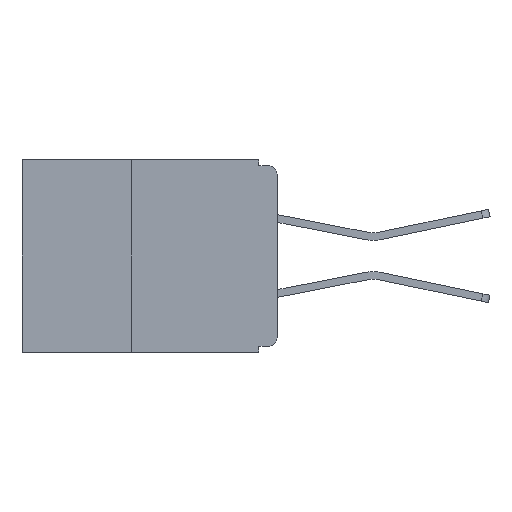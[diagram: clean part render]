
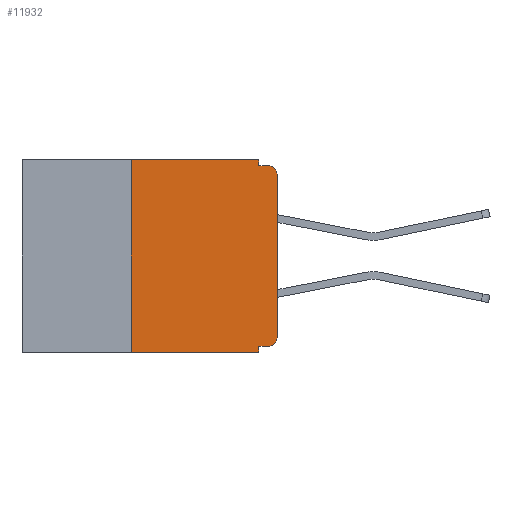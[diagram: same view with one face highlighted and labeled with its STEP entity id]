
A CAD part, left-side view. The second image highlights one B-rep face of the part: STEP entity #11932.
In plain terms, the highlighted planar face has unit normal (-1, 0, 0).
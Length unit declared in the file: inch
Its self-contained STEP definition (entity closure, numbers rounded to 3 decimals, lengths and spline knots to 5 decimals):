
#271 = VERTEX_POINT ( 'NONE', #4288 ) ;
#718 = AXIS2_PLACEMENT_3D ( 'NONE', #17649, #3800, #19984 ) ;
#784 = ORIENTED_EDGE ( 'NONE', *, *, #20705, .F. ) ;
#1418 = CARTESIAN_POINT ( 'NONE',  ( 0., 0.031, -0.32 ) ) ;
#1422 = LINE ( 'NONE', #12681, #13733 ) ;
#1496 = DIRECTION ( 'NONE',  ( 0., 0., -1. ) ) ;
#1565 = LINE ( 'NONE', #13296, #3033 ) ;
#1641 = VERTEX_POINT ( 'NONE', #13612 ) ;
#2453 = LINE ( 'NONE', #11973, #14041 ) ;
#2602 = CIRCLE ( 'NONE', #718, 0.015 ) ;
#2894 = CARTESIAN_POINT ( 'NONE',  ( 0., 0.437, 0. ) ) ;
#3033 = VECTOR ( 'NONE', #15635, 39.37008 ) ;
#3130 = ORIENTED_EDGE ( 'NONE', *, *, #19448, .T. ) ;
#3397 = FACE_OUTER_BOUND ( 'NONE', #18203, .T. ) ;
#3800 = DIRECTION ( 'NONE',  ( -1., 0., 0. ) ) ;
#3952 = CARTESIAN_POINT ( 'NONE',  ( 0., 0.25, 0. ) ) ;
#4054 = VERTEX_POINT ( 'NONE', #22355 ) ;
#4288 = CARTESIAN_POINT ( 'NONE',  ( 0., 0.031, -0.01 ) ) ;
#4645 = CARTESIAN_POINT ( 'NONE',  ( 0., 0.031, 0. ) ) ;
#5175 = EDGE_CURVE ( 'NONE', #21817, #10702, #22106, .T. ) ;
#5231 = LINE ( 'NONE', #24310, #22923 ) ;
#8418 = VECTOR ( 'NONE', #23122, 39.37008 ) ;
#8567 = VERTEX_POINT ( 'NONE', #11229 ) ;
#8768 = CARTESIAN_POINT ( 'NONE',  ( 0., 0.25, -0.33 ) ) ;
#8811 = ORIENTED_EDGE ( 'NONE', *, *, #29032, .F. ) ;
#9689 = EDGE_CURVE ( 'NONE', #8567, #11965, #10447, .T. ) ;
#9744 = DIRECTION ( 'NONE',  ( -1., 0., 0. ) ) ;
#9786 = DIRECTION ( 'NONE',  ( 0., 0., -1. ) ) ;
#9861 = VECTOR ( 'NONE', #24765, 39.37008 ) ;
#10253 = CIRCLE ( 'NONE', #20638, 0.015 ) ;
#10447 = LINE ( 'NONE', #8768, #28029 ) ;
#10532 = DIRECTION ( 'NONE',  ( 0., -1., 0. ) ) ;
#10702 = VERTEX_POINT ( 'NONE', #19405 ) ;
#10933 = CARTESIAN_POINT ( 'NONE',  ( 0., 0.015, -0.32 ) ) ;
#10981 = ORIENTED_EDGE ( 'NONE', *, *, #27797, .T. ) ;
#11229 = CARTESIAN_POINT ( 'NONE',  ( 0., 0.25, -0.33 ) ) ;
#11433 = VERTEX_POINT ( 'NONE', #1418 ) ;
#11509 = AXIS2_PLACEMENT_3D ( 'NONE', #26705, #15379, #1496 ) ;
#11695 = ORIENTED_EDGE ( 'NONE', *, *, #25347, .F. ) ;
#11932 = ADVANCED_FACE ( 'NONE', ( #3397 ), #13032, .F. ) ;
#11965 = VERTEX_POINT ( 'NONE', #3952 ) ;
#11973 = CARTESIAN_POINT ( 'NONE',  ( 0., 0.031, -0.33 ) ) ;
#12681 = CARTESIAN_POINT ( 'NONE',  ( 0., 0., -0.32 ) ) ;
#13032 = PLANE ( 'NONE',  #11509 ) ;
#13296 = CARTESIAN_POINT ( 'NONE',  ( 0., 0.437, -0.33 ) ) ;
#13612 = CARTESIAN_POINT ( 'NONE',  ( 0., 0.015, -0.01 ) ) ;
#13733 = VECTOR ( 'NONE', #15005, 39.37008 ) ;
#13837 = ORIENTED_EDGE ( 'NONE', *, *, #23185, .T. ) ;
#14041 = VECTOR ( 'NONE', #9786, 39.37008 ) ;
#14917 = ORIENTED_EDGE ( 'NONE', *, *, #15900, .F. ) ;
#15005 = DIRECTION ( 'NONE',  ( 0., 1., 0. ) ) ;
#15379 = DIRECTION ( 'NONE',  ( 1., 0., 0. ) ) ;
#15438 = ORIENTED_EDGE ( 'NONE', *, *, #27640, .F. ) ;
#15635 = DIRECTION ( 'NONE',  ( 0., -1., 0. ) ) ;
#15691 = DIRECTION ( 'NONE',  ( 0., 0., 1. ) ) ;
#15900 = EDGE_CURVE ( 'NONE', #11965, #4054, #18746, .T. ) ;
#16371 = ORIENTED_EDGE ( 'NONE', *, *, #9689, .F. ) ;
#17649 = CARTESIAN_POINT ( 'NONE',  ( 0., 0.015, -0.305 ) ) ;
#18203 = EDGE_LOOP ( 'NONE', ( #25494, #3130, #15438, #8811, #14917, #16371, #10981, #11695, #784, #13837 ) ) ;
#18508 = CARTESIAN_POINT ( 'NONE',  ( 0., 0.031, -0.33 ) ) ;
#18746 = LINE ( 'NONE', #2894, #24117 ) ;
#19405 = CARTESIAN_POINT ( 'NONE',  ( 0., 0., -0.025 ) ) ;
#19448 = EDGE_CURVE ( 'NONE', #10702, #1641, #10253, .T. ) ;
#19723 = VERTEX_POINT ( 'NONE', #18508 ) ;
#19960 = LINE ( 'NONE', #4645, #8418 ) ;
#19984 = DIRECTION ( 'NONE',  ( 0., 0., -1. ) ) ;
#20638 = AXIS2_PLACEMENT_3D ( 'NONE', #23523, #9744, #25810 ) ;
#20705 = EDGE_CURVE ( 'NONE', #21963, #11433, #1422, .T. ) ;
#21817 = VERTEX_POINT ( 'NONE', #23609 ) ;
#21963 = VERTEX_POINT ( 'NONE', #10933 ) ;
#22106 = LINE ( 'NONE', #24838, #9861 ) ;
#22355 = CARTESIAN_POINT ( 'NONE',  ( 0., 0.031, 0. ) ) ;
#22923 = VECTOR ( 'NONE', #10532, 39.37008 ) ;
#23122 = DIRECTION ( 'NONE',  ( 0., 0., -1. ) ) ;
#23185 = EDGE_CURVE ( 'NONE', #21963, #21817, #2602, .T. ) ;
#23523 = CARTESIAN_POINT ( 'NONE',  ( 0., 0.015, -0.025 ) ) ;
#23609 = CARTESIAN_POINT ( 'NONE',  ( 0., 0., -0.305 ) ) ;
#23709 = DIRECTION ( 'NONE',  ( 0., -1., 0. ) ) ;
#24117 = VECTOR ( 'NONE', #23709, 39.37008 ) ;
#24310 = CARTESIAN_POINT ( 'NONE',  ( 0., 0., -0.01 ) ) ;
#24765 = DIRECTION ( 'NONE',  ( 0., 0., 1. ) ) ;
#24838 = CARTESIAN_POINT ( 'NONE',  ( 0., 0., 0. ) ) ;
#25347 = EDGE_CURVE ( 'NONE', #11433, #19723, #2453, .T. ) ;
#25494 = ORIENTED_EDGE ( 'NONE', *, *, #5175, .T. ) ;
#25810 = DIRECTION ( 'NONE',  ( 0., 0., -1. ) ) ;
#26705 = CARTESIAN_POINT ( 'NONE',  ( 0., 0.437, 0. ) ) ;
#27640 = EDGE_CURVE ( 'NONE', #271, #1641, #5231, .T. ) ;
#27797 = EDGE_CURVE ( 'NONE', #8567, #19723, #1565, .T. ) ;
#28029 = VECTOR ( 'NONE', #15691, 39.37008 ) ;
#29032 = EDGE_CURVE ( 'NONE', #4054, #271, #19960, .T. ) ;
